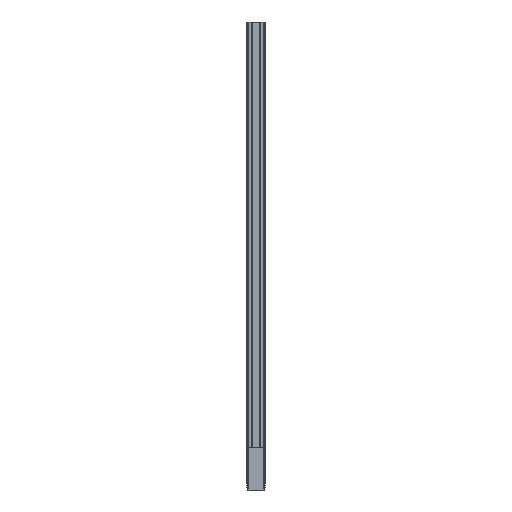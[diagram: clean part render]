
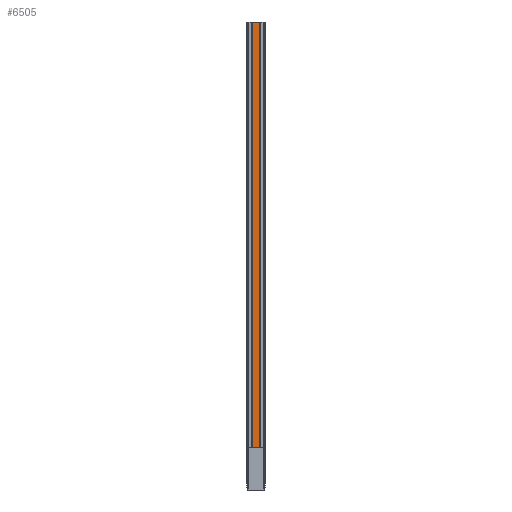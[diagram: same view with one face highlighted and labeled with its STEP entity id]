
A CAD part, front view. The second image highlights one B-rep face of the part: STEP entity #6505.
In plain terms, the highlighted face is planar.
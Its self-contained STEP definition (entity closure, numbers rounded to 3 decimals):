
#285 = PLANE ( 'NONE',  #2852 ) ;
#382 = CARTESIAN_POINT ( 'NONE',  ( 13.197, 750., -1.5 ) ) ;
#511 = CARTESIAN_POINT ( 'NONE',  ( 13.197, 750., -1.5 ) ) ;
#963 = ORIENTED_EDGE ( 'NONE', *, *, #5153, .T. ) ;
#1281 = VECTOR ( 'NONE', #1296, 1000. ) ;
#1296 = DIRECTION ( 'NONE',  ( 0., 1., 0. ) ) ;
#1504 = EDGE_LOOP ( 'NONE', ( #5769, #4988, #4739, #963 ) ) ;
#1542 = DIRECTION ( 'NONE',  ( 0., -1., 0. ) ) ;
#2049 = CARTESIAN_POINT ( 'NONE',  ( 13.197, 750., -1.5 ) ) ;
#2145 = DIRECTION ( 'NONE',  ( 0., -1., 0. ) ) ;
#2718 = FACE_OUTER_BOUND ( 'NONE', #1504, .T. ) ;
#2852 = AXIS2_PLACEMENT_3D ( 'NONE', #382, #6007, #2145 ) ;
#3118 = CARTESIAN_POINT ( 'NONE',  ( -13.197, -750., -1.5 ) ) ;
#3144 = EDGE_CURVE ( 'NONE', #6721, #6650, #3244, .T. ) ;
#3244 = LINE ( 'NONE', #3118, #1281 ) ;
#3378 = VERTEX_POINT ( 'NONE', #2049 ) ;
#3637 = LINE ( 'NONE', #511, #7639 ) ;
#4121 = DIRECTION ( 'NONE',  ( 1., 0., 0. ) ) ;
#4739 = ORIENTED_EDGE ( 'NONE', *, *, #3144, .F. ) ;
#4768 = DIRECTION ( 'NONE',  ( -1., 0., 0. ) ) ;
#4796 = CARTESIAN_POINT ( 'NONE',  ( 13.197, -750., -1.5 ) ) ;
#4988 = ORIENTED_EDGE ( 'NONE', *, *, #6246, .T. ) ;
#5153 = EDGE_CURVE ( 'NONE', #6721, #6524, #6704, .T. ) ;
#5402 = CARTESIAN_POINT ( 'NONE',  ( -13.197, -750., -1.5 ) ) ;
#5769 = ORIENTED_EDGE ( 'NONE', *, *, #6523, .F. ) ;
#5883 = CARTESIAN_POINT ( 'NONE',  ( 13.197, 750., -1.5 ) ) ;
#6007 = DIRECTION ( 'NONE',  ( 0., 0., -1. ) ) ;
#6155 = CARTESIAN_POINT ( 'NONE',  ( -13.197, -750., -1.5 ) ) ;
#6246 = EDGE_CURVE ( 'NONE', #3378, #6650, #3637, .T. ) ;
#6309 = VECTOR ( 'NONE', #1542, 1000. ) ;
#6505 = ADVANCED_FACE ( 'NONE', ( #2718 ), #285, .F. ) ;
#6513 = LINE ( 'NONE', #5883, #6309 ) ;
#6523 = EDGE_CURVE ( 'NONE', #3378, #6524, #6513, .T. ) ;
#6524 = VERTEX_POINT ( 'NONE', #4796 ) ;
#6650 = VERTEX_POINT ( 'NONE', #7794 ) ;
#6704 = LINE ( 'NONE', #5402, #7264 ) ;
#6721 = VERTEX_POINT ( 'NONE', #6155 ) ;
#7264 = VECTOR ( 'NONE', #4121, 1000. ) ;
#7639 = VECTOR ( 'NONE', #4768, 1000. ) ;
#7794 = CARTESIAN_POINT ( 'NONE',  ( -13.197, 750., -1.5 ) ) ;
